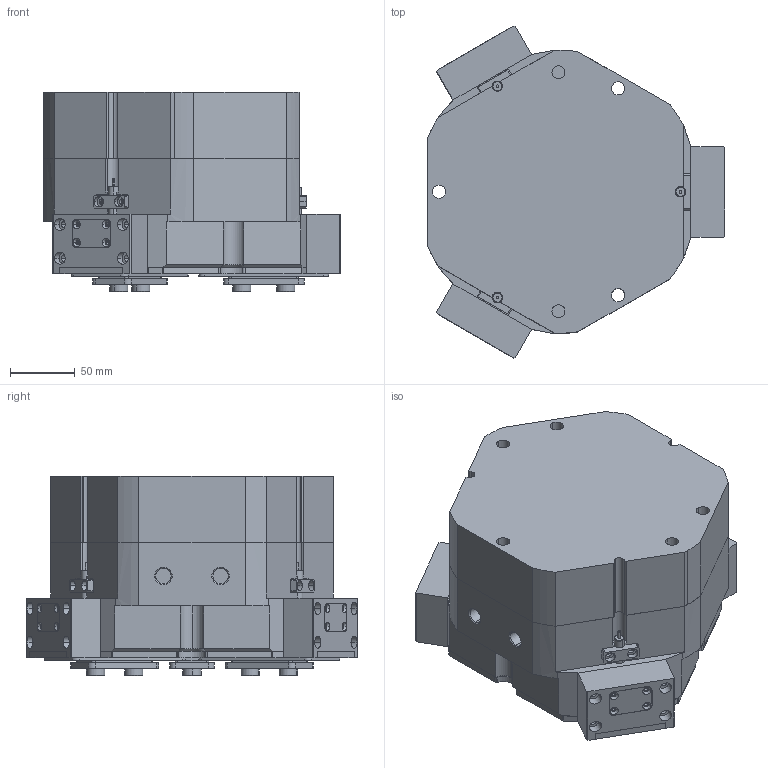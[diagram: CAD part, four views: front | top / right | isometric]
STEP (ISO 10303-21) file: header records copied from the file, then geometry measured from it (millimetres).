
FILE_DESCRIPTION (( 'STEP AP203' ), '1' );
FILE_NAME ('TZ160-218-P-NO.STEP', '2024-12-03T07:52:49', ( 'USER-' ), ( 'Microsoft' ), 'SwSTEP 2.0', 'SolidWorks 2018', '' );
FILE_SCHEMA (( 'CONFIG_CONTROL_DESIGN' ));
Length unit declared in the file: millimetre
Products named in the file (18): 14x10-10隅弇杶; TZ160-218-NC杅耀-攜; 35x18-R3; 埴翐芛蹟佪_GB_FASTENER_SCREWS_HSHCS M2X8-N; 潔擒18-M4羲壽揤极; M8-30諉輪羲壽; TR115-240-M-15 侧封小盖(默认); TZ160-218-P杅耀; TZ160-218-M-12 耜猾极; TZ160-218-M-13 移动挡板(默认); TZ160-218-M-14 忒硌薊啣; TR300-15-1晚假蚾輸; TZ160-218-M-11 奻葡裔啣; TZ160-218-M-01 褲极; TZ160-218-M-P; TZ160-218-P-NO; TZ160-218-M-02 賑輸; TZ160BS-1-03 菁窒晊扥裔
Assembly tree (49 placements, depth 4):
  TZ160-218-P-NO
    TZ160-218-NC杅耀-攜
      TZ160BS-1-03 菁窒晊扥裔
    TZ160-218-M-P
      TZ160-218-P杅耀
        TZ160-218-M-01 褲极
        TZ160-218-M-02 賑輸  x3
        14x10-10隅弇杶  x12
        TR300-15-1晚假蚾輸  x3
        潔擒18-M4羲壽揤极  x3
        M8-30諉輪羲壽  x3
        TZ160-218-M-11 奻葡裔啣
        TZ160-218-M-12 耜猾极  x3
        TZ160-218-M-13 移动挡板(默认)  x3
        TZ160-218-M-14 忒硌薊啣  x3
        TR115-240-M-15 侧封小盖(默认)  x3
        35x18-R3
        埴翐芛蹟佪_GB_FASTENER_SCREWS_HSHCS M2X8-N  x6
Bounding box: 229 x 255.7 x 154 mm (x, y, z)
Volume: 4674099.5 mm3; surface area: 508847.7 mm2
Topology: 46 solids, 84 shells, 2413 faces, 6031 edges, 3736 vertices
Faces by surface type: plane 983, cylinder 724, cone 539, bspline 155, torus 12
Entity records: 53284 total; most frequent: CARTESIAN_POINT 14190, ORIENTED_EDGE 7546, DIRECTION 7388, EDGE_CURVE 3773, AXIS2_PLACEMENT_3D 2525, VERTEX_POINT 2443, VECTOR 2338, LINE 2338
